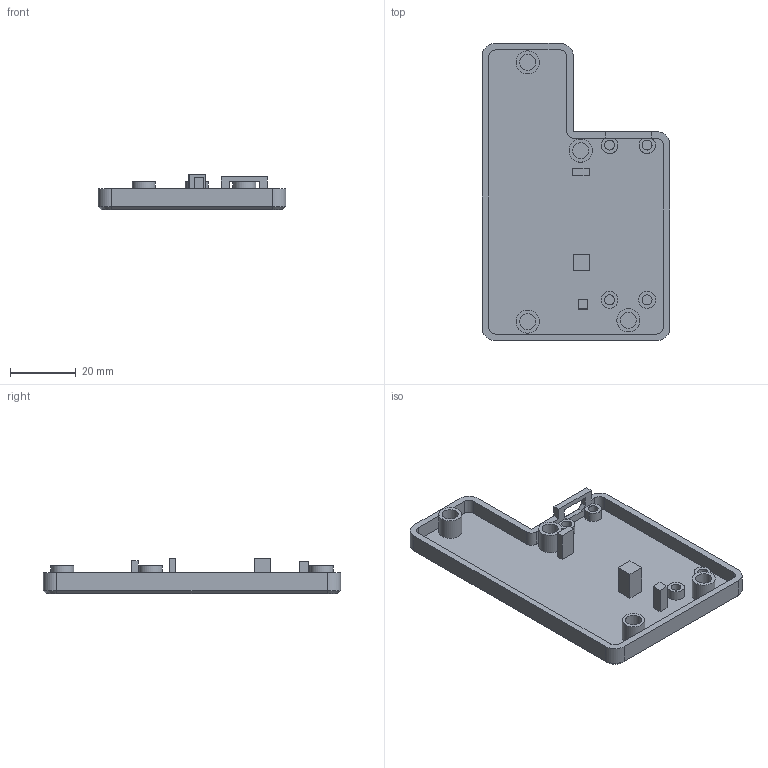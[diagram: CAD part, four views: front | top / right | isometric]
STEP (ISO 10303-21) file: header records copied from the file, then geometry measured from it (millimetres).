
FILE_DESCRIPTION(('FreeCAD Model'),'2;1');
FILE_NAME('Open CASCADE Shape Model','2022-03-15T22:27:14',(''),(''), 'Open CASCADE STEP processor 7.6','FreeCAD','Unknown');
FILE_SCHEMA(('AUTOMOTIVE_DESIGN { 1 0 10303 214 1 1 1 1 }'));
Length unit declared in the file: millimetre
Products named in the file (1): case_bottom
Bounding box: 57.02 x 90.3 x 10.9 mm (x, y, z)
Volume: 11789.7 mm3; surface area: 13335.8 mm2
Topology: 1 solids, 1 shells, 120 faces, 277 edges, 180 vertices
Faces by surface type: plane 74, cylinder 37, cone 5, torus 4
Full cylindrical faces by diameter (mm): 3 x4, 4.85 x4, 5.1 x2, 7 x4, 12.6 x4
Entity records: 7105 total; most frequent: CARTESIAN_POINT 1284, DIRECTION 1140, LINE 654, VECTOR 654, ORIENTED_EDGE 554, PCURVE 554, DEFINITIONAL_REPRESENTATION 554, EDGE_CURVE 277
